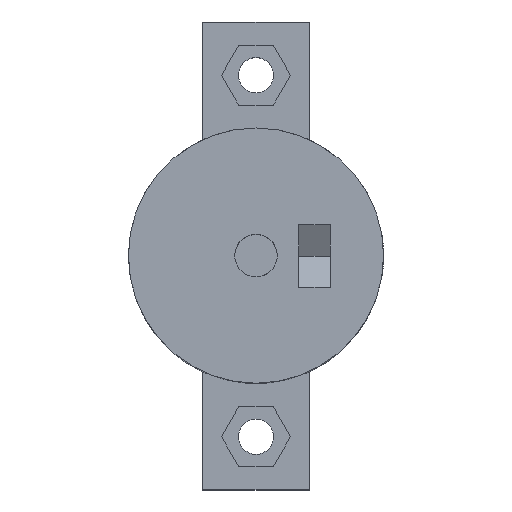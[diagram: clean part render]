
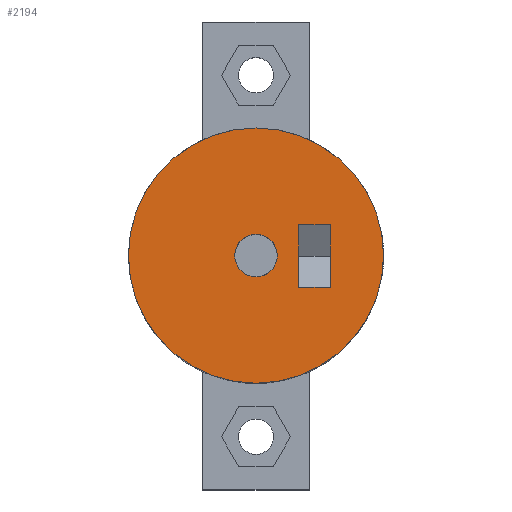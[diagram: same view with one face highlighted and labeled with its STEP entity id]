
A CAD part, top view. The second image highlights one B-rep face of the part: STEP entity #2194.
In plain terms, the highlighted planar face has unit normal (0, 0, 1).
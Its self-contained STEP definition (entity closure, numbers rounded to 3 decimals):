
#185 = CYLINDRICAL_SURFACE('',#186,12.);
#186 = AXIS2_PLACEMENT_3D('',#187,#188,#189);
#187 = CARTESIAN_POINT('',(0.,0.,5.));
#188 = DIRECTION('',(0.,0.,1.));
#189 = DIRECTION('',(1.,0.,0.));
#1046 = VERTEX_POINT('',#1047);
#1047 = CARTESIAN_POINT('',(12.,0.,30.));
#1068 = EDGE_CURVE('',#1046,#1046,#1069,.T.);
#1069 = SURFACE_CURVE('',#1070,(#1075,#1082),.PCURVE_S1.);
#1070 = CIRCLE('',#1071,12.);
#1071 = AXIS2_PLACEMENT_3D('',#1072,#1073,#1074);
#1072 = CARTESIAN_POINT('',(0.,0.,30.));
#1073 = DIRECTION('',(0.,0.,1.));
#1074 = DIRECTION('',(1.,0.,0.));
#1075 = PCURVE('',#185,#1076);
#1076 = DEFINITIONAL_REPRESENTATION('',(#1077),#1081);
#1077 = LINE('',#1078,#1079);
#1078 = CARTESIAN_POINT('',(0.,25.));
#1079 = VECTOR('',#1080,1.);
#1080 = DIRECTION('',(1.,0.));
#1081 = ( GEOMETRIC_REPRESENTATION_CONTEXT(2) 
PARAMETRIC_REPRESENTATION_CONTEXT() REPRESENTATION_CONTEXT('2D SPACE',''
  ) );
#1082 = PCURVE('',#1083,#1088);
#1083 = PLANE('',#1084);
#1084 = AXIS2_PLACEMENT_3D('',#1085,#1086,#1087);
#1085 = CARTESIAN_POINT('',(0.,0.,30.));
#1086 = DIRECTION('',(0.,0.,1.));
#1087 = DIRECTION('',(1.,0.,0.));
#1088 = DEFINITIONAL_REPRESENTATION('',(#1089),#1093);
#1089 = CIRCLE('',#1090,12.);
#1090 = AXIS2_PLACEMENT_2D('',#1091,#1092);
#1091 = CARTESIAN_POINT('',(0.,0.));
#1092 = DIRECTION('',(1.,0.));
#1093 = ( GEOMETRIC_REPRESENTATION_CONTEXT(2) 
PARAMETRIC_REPRESENTATION_CONTEXT() REPRESENTATION_CONTEXT('2D SPACE',''
  ) );
#2153 = PLANE('',#2154);
#2154 = AXIS2_PLACEMENT_3D('',#2155,#2156,#2157);
#2155 = CARTESIAN_POINT('',(7.,2.9,24.25));
#2156 = DIRECTION('',(-1.,0.,0.));
#2157 = DIRECTION('',(0.,0.,-1.));
#2194 = ADVANCED_FACE('',(#2195,#2198,#2299),#1083,.T.);
#2195 = FACE_BOUND('',#2196,.T.);
#2196 = EDGE_LOOP('',(#2197));
#2197 = ORIENTED_EDGE('',*,*,#1068,.T.);
#2198 = FACE_BOUND('',#2199,.T.);
#2199 = EDGE_LOOP('',(#2200,#2228,#2254,#2275));
#2200 = ORIENTED_EDGE('',*,*,#2201,.F.);
#2201 = EDGE_CURVE('',#2202,#2204,#2206,.T.);
#2202 = VERTEX_POINT('',#2203);
#2203 = CARTESIAN_POINT('',(4.,2.9,30.));
#2204 = VERTEX_POINT('',#2205);
#2205 = CARTESIAN_POINT('',(4.,-3.,30.));
#2206 = SURFACE_CURVE('',#2207,(#2211,#2217),.PCURVE_S1.);
#2207 = LINE('',#2208,#2209);
#2208 = CARTESIAN_POINT('',(4.,1.45,30.));
#2209 = VECTOR('',#2210,1.);
#2210 = DIRECTION('',(0.,-1.,0.));
#2211 = PCURVE('',#1083,#2212);
#2212 = DEFINITIONAL_REPRESENTATION('',(#2213),#2216);
#2213 = B_SPLINE_CURVE_WITH_KNOTS('',1,(#2214,#2215),.UNSPECIFIED.,.F.,
  .F.,(2,2),(-2.04,5.04),.PIECEWISE_BEZIER_KNOTS.);
#2214 = CARTESIAN_POINT('',(4.,3.49));
#2215 = CARTESIAN_POINT('',(4.,-3.59));
#2216 = ( GEOMETRIC_REPRESENTATION_CONTEXT(2) 
PARAMETRIC_REPRESENTATION_CONTEXT() REPRESENTATION_CONTEXT('2D SPACE',''
  ) );
#2217 = PCURVE('',#2218,#2223);
#2218 = PLANE('',#2219);
#2219 = AXIS2_PLACEMENT_3D('',#2220,#2221,#2222);
#2220 = CARTESIAN_POINT('',(4.,2.9,24.25));
#2221 = DIRECTION('',(-1.,0.,0.));
#2222 = DIRECTION('',(0.,0.,-1.));
#2223 = DEFINITIONAL_REPRESENTATION('',(#2224),#2227);
#2224 = B_SPLINE_CURVE_WITH_KNOTS('',1,(#2225,#2226),.UNSPECIFIED.,.F.,
  .F.,(2,2),(-2.04,5.04),.PIECEWISE_BEZIER_KNOTS.);
#2225 = CARTESIAN_POINT('',(-5.75,-0.59));
#2226 = CARTESIAN_POINT('',(-5.75,6.49));
#2227 = ( GEOMETRIC_REPRESENTATION_CONTEXT(2) 
PARAMETRIC_REPRESENTATION_CONTEXT() REPRESENTATION_CONTEXT('2D SPACE',''
  ) );
#2228 = ORIENTED_EDGE('',*,*,#2229,.F.);
#2229 = EDGE_CURVE('',#2230,#2202,#2232,.T.);
#2230 = VERTEX_POINT('',#2231);
#2231 = CARTESIAN_POINT('',(7.,2.9,30.));
#2232 = SURFACE_CURVE('',#2233,(#2237,#2243),.PCURVE_S1.);
#2233 = LINE('',#2234,#2235);
#2234 = CARTESIAN_POINT('',(3.5,2.9,30.));
#2235 = VECTOR('',#2236,1.);
#2236 = DIRECTION('',(-1.,0.,0.));
#2237 = PCURVE('',#1083,#2238);
#2238 = DEFINITIONAL_REPRESENTATION('',(#2239),#2242);
#2239 = B_SPLINE_CURVE_WITH_KNOTS('',1,(#2240,#2241),.UNSPECIFIED.,.F.,
  .F.,(2,2),(-3.8,-0.2),.PIECEWISE_BEZIER_KNOTS.);
#2240 = CARTESIAN_POINT('',(7.3,2.9));
#2241 = CARTESIAN_POINT('',(3.7,2.9));
#2242 = ( GEOMETRIC_REPRESENTATION_CONTEXT(2) 
PARAMETRIC_REPRESENTATION_CONTEXT() REPRESENTATION_CONTEXT('2D SPACE',''
  ) );
#2243 = PCURVE('',#2244,#2249);
#2244 = PLANE('',#2245);
#2245 = AXIS2_PLACEMENT_3D('',#2246,#2247,#2248);
#2246 = CARTESIAN_POINT('',(7.,2.9,24.25));
#2247 = DIRECTION('',(0.,1.,0.));
#2248 = DIRECTION('',(0.,0.,1.));
#2249 = DEFINITIONAL_REPRESENTATION('',(#2250),#2253);
#2250 = B_SPLINE_CURVE_WITH_KNOTS('',1,(#2251,#2252),.UNSPECIFIED.,.F.,
  .F.,(2,2),(-3.8,-0.2),.PIECEWISE_BEZIER_KNOTS.);
#2251 = CARTESIAN_POINT('',(5.75,0.3));
#2252 = CARTESIAN_POINT('',(5.75,-3.3));
#2253 = ( GEOMETRIC_REPRESENTATION_CONTEXT(2) 
PARAMETRIC_REPRESENTATION_CONTEXT() REPRESENTATION_CONTEXT('2D SPACE',''
  ) );
#2254 = ORIENTED_EDGE('',*,*,#2255,.T.);
#2255 = EDGE_CURVE('',#2230,#2256,#2258,.T.);
#2256 = VERTEX_POINT('',#2257);
#2257 = CARTESIAN_POINT('',(7.,-3.,30.));
#2258 = SURFACE_CURVE('',#2259,(#2263,#2269),.PCURVE_S1.);
#2259 = LINE('',#2260,#2261);
#2260 = CARTESIAN_POINT('',(7.,1.45,30.));
#2261 = VECTOR('',#2262,1.);
#2262 = DIRECTION('',(0.,-1.,0.));
#2263 = PCURVE('',#1083,#2264);
#2264 = DEFINITIONAL_REPRESENTATION('',(#2265),#2268);
#2265 = B_SPLINE_CURVE_WITH_KNOTS('',1,(#2266,#2267),.UNSPECIFIED.,.F.,
  .F.,(2,2),(-2.04,5.04),.PIECEWISE_BEZIER_KNOTS.);
#2266 = CARTESIAN_POINT('',(7.,3.49));
#2267 = CARTESIAN_POINT('',(7.,-3.59));
#2268 = ( GEOMETRIC_REPRESENTATION_CONTEXT(2) 
PARAMETRIC_REPRESENTATION_CONTEXT() REPRESENTATION_CONTEXT('2D SPACE',''
  ) );
#2269 = PCURVE('',#2153,#2270);
#2270 = DEFINITIONAL_REPRESENTATION('',(#2271),#2274);
#2271 = B_SPLINE_CURVE_WITH_KNOTS('',1,(#2272,#2273),.UNSPECIFIED.,.F.,
  .F.,(2,2),(-2.04,5.04),.PIECEWISE_BEZIER_KNOTS.);
#2272 = CARTESIAN_POINT('',(-5.75,-0.59));
#2273 = CARTESIAN_POINT('',(-5.75,6.49));
#2274 = ( GEOMETRIC_REPRESENTATION_CONTEXT(2) 
PARAMETRIC_REPRESENTATION_CONTEXT() REPRESENTATION_CONTEXT('2D SPACE',''
  ) );
#2275 = ORIENTED_EDGE('',*,*,#2276,.F.);
#2276 = EDGE_CURVE('',#2204,#2256,#2277,.T.);
#2277 = SURFACE_CURVE('',#2278,(#2282,#2288),.PCURVE_S1.);
#2278 = LINE('',#2279,#2280);
#2279 = CARTESIAN_POINT('',(3.5,-3.,30.));
#2280 = VECTOR('',#2281,1.);
#2281 = DIRECTION('',(1.,0.,0.));
#2282 = PCURVE('',#1083,#2283);
#2283 = DEFINITIONAL_REPRESENTATION('',(#2284),#2287);
#2284 = B_SPLINE_CURVE_WITH_KNOTS('',1,(#2285,#2286),.UNSPECIFIED.,.F.,
  .F.,(2,2),(0.2,3.8),.PIECEWISE_BEZIER_KNOTS.);
#2285 = CARTESIAN_POINT('',(3.7,-3.));
#2286 = CARTESIAN_POINT('',(7.3,-3.));
#2287 = ( GEOMETRIC_REPRESENTATION_CONTEXT(2) 
PARAMETRIC_REPRESENTATION_CONTEXT() REPRESENTATION_CONTEXT('2D SPACE',''
  ) );
#2288 = PCURVE('',#2289,#2294);
#2289 = PLANE('',#2290);
#2290 = AXIS2_PLACEMENT_3D('',#2291,#2292,#2293);
#2291 = CARTESIAN_POINT('',(7.,-3.,33.));
#2292 = DIRECTION('',(0.,-1.,0.));
#2293 = DIRECTION('',(0.,0.,-1.));
#2294 = DEFINITIONAL_REPRESENTATION('',(#2295),#2298);
#2295 = B_SPLINE_CURVE_WITH_KNOTS('',1,(#2296,#2297),.UNSPECIFIED.,.F.,
  .F.,(2,2),(0.2,3.8),.PIECEWISE_BEZIER_KNOTS.);
#2296 = CARTESIAN_POINT('',(3.,-3.3));
#2297 = CARTESIAN_POINT('',(3.,0.3));
#2298 = ( GEOMETRIC_REPRESENTATION_CONTEXT(2) 
PARAMETRIC_REPRESENTATION_CONTEXT() REPRESENTATION_CONTEXT('2D SPACE',''
  ) );
#2299 = FACE_BOUND('',#2300,.T.);
#2300 = EDGE_LOOP('',(#2301));
#2301 = ORIENTED_EDGE('',*,*,#2302,.F.);
#2302 = EDGE_CURVE('',#2303,#2303,#2305,.T.);
#2303 = VERTEX_POINT('',#2304);
#2304 = CARTESIAN_POINT('',(2.,0.,30.));
#2305 = SURFACE_CURVE('',#2306,(#2311,#2318),.PCURVE_S1.);
#2306 = CIRCLE('',#2307,2.);
#2307 = AXIS2_PLACEMENT_3D('',#2308,#2309,#2310);
#2308 = CARTESIAN_POINT('',(0.,0.,30.));
#2309 = DIRECTION('',(0.,0.,1.));
#2310 = DIRECTION('',(1.,0.,0.));
#2311 = PCURVE('',#1083,#2312);
#2312 = DEFINITIONAL_REPRESENTATION('',(#2313),#2317);
#2313 = CIRCLE('',#2314,2.);
#2314 = AXIS2_PLACEMENT_2D('',#2315,#2316);
#2315 = CARTESIAN_POINT('',(0.,0.));
#2316 = DIRECTION('',(1.,0.));
#2317 = ( GEOMETRIC_REPRESENTATION_CONTEXT(2) 
PARAMETRIC_REPRESENTATION_CONTEXT() REPRESENTATION_CONTEXT('2D SPACE',''
  ) );
#2318 = PCURVE('',#2319,#2324);
#2319 = CYLINDRICAL_SURFACE('',#2320,2.);
#2320 = AXIS2_PLACEMENT_3D('',#2321,#2322,#2323);
#2321 = CARTESIAN_POINT('',(0.,0.,12.));
#2322 = DIRECTION('',(0.,0.,1.));
#2323 = DIRECTION('',(1.,0.,0.));
#2324 = DEFINITIONAL_REPRESENTATION('',(#2325),#2329);
#2325 = LINE('',#2326,#2327);
#2326 = CARTESIAN_POINT('',(0.,18.));
#2327 = VECTOR('',#2328,1.);
#2328 = DIRECTION('',(1.,0.));
#2329 = ( GEOMETRIC_REPRESENTATION_CONTEXT(2) 
PARAMETRIC_REPRESENTATION_CONTEXT() REPRESENTATION_CONTEXT('2D SPACE',''
  ) );
